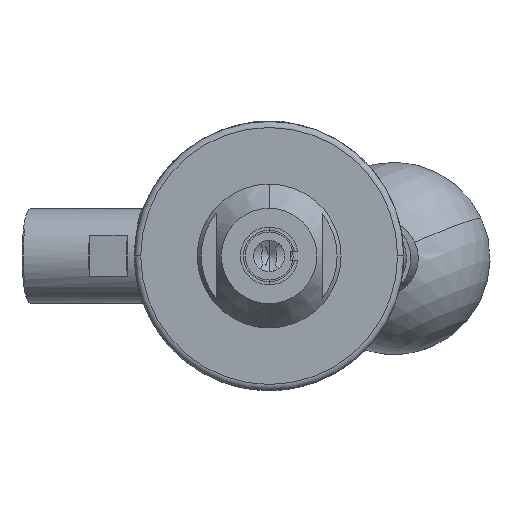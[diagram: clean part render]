
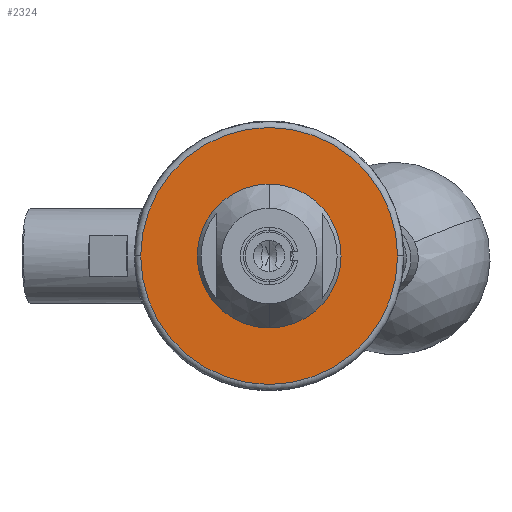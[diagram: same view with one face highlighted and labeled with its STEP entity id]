
A CAD part, left-side view. The second image highlights one B-rep face of the part: STEP entity #2324.
In plain terms, the highlighted planar face has unit normal (-1, 0, 0).
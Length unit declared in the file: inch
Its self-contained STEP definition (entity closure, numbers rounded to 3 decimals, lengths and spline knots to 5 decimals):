
#157 = AXIS2_PLACEMENT_3D ( 'NONE', #445, #9718, #8606 ) ;
#169 = CARTESIAN_POINT ( 'NONE',  ( -3.907, -0.835, 0. ) ) ;
#327 = CARTESIAN_POINT ( 'NONE',  ( -3.907, 0.835, 0. ) ) ;
#445 = CARTESIAN_POINT ( 'NONE',  ( -3.907, 0., 0. ) ) ;
#570 = ORIENTED_EDGE ( 'NONE', *, *, #939, .F. ) ;
#939 = EDGE_CURVE ( 'NONE', #2419, #12452, #5882, .T. ) ;
#1187 = CARTESIAN_POINT ( 'NONE',  ( -3.907, 0., 0. ) ) ;
#1485 = EDGE_CURVE ( 'NONE', #12452, #2419, #5714, .T. ) ;
#1692 = AXIS2_PLACEMENT_3D ( 'NONE', #12379, #7867, #10114 ) ;
#2324 = ADVANCED_FACE ( 'NONE', ( #13350, #8846 ), #11849, .F. ) ;
#2419 = VERTEX_POINT ( 'NONE', #12305 ) ;
#2958 = EDGE_CURVE ( 'NONE', #11930, #6051, #14857, .T. ) ;
#3209 = ORIENTED_EDGE ( 'NONE', *, *, #8619, .T. ) ;
#3685 = CARTESIAN_POINT ( 'NONE',  ( -3.907, -0.875, 0. ) ) ;
#4784 = AXIS2_PLACEMENT_3D ( 'NONE', #1187, #10338, #13723 ) ;
#5714 = CIRCLE ( 'NONE', #157, 0.1985 ) ;
#5862 = CARTESIAN_POINT ( 'NONE',  ( -3.907, 0., -0.1985 ) ) ;
#5882 = CIRCLE ( 'NONE', #14733, 0.1985 ) ;
#6051 = VERTEX_POINT ( 'NONE', #169 ) ;
#7867 = DIRECTION ( 'NONE',  ( -1., 0., 0. ) ) ;
#8210 = CARTESIAN_POINT ( 'NONE',  ( -3.907, 0., 0. ) ) ;
#8606 = DIRECTION ( 'NONE',  ( 0., 0., -1. ) ) ;
#8619 = EDGE_CURVE ( 'NONE', #6051, #11930, #11987, .T. ) ;
#8755 = EDGE_LOOP ( 'NONE', ( #10492, #570 ) ) ;
#8846 = FACE_OUTER_BOUND ( 'NONE', #11602, .T. ) ;
#9411 = DIRECTION ( 'NONE',  ( 0., -1., 0. ) ) ;
#9441 = ORIENTED_EDGE ( 'NONE', *, *, #2958, .T. ) ;
#9718 = DIRECTION ( 'NONE',  ( -1., 0., 0. ) ) ;
#10114 = DIRECTION ( 'NONE',  ( 0., -1., 0. ) ) ;
#10262 = DIRECTION ( 'NONE',  ( 1., 0., 0. ) ) ;
#10338 = DIRECTION ( 'NONE',  ( -1., 0., 0. ) ) ;
#10492 = ORIENTED_EDGE ( 'NONE', *, *, #1485, .F. ) ;
#11602 = EDGE_LOOP ( 'NONE', ( #3209, #9441 ) ) ;
#11849 = PLANE ( 'NONE',  #12308 ) ;
#11930 = VERTEX_POINT ( 'NONE', #327 ) ;
#11987 = CIRCLE ( 'NONE', #1692, 0.835 ) ;
#12305 = CARTESIAN_POINT ( 'NONE',  ( -3.907, 0., 0.1985 ) ) ;
#12308 = AXIS2_PLACEMENT_3D ( 'NONE', #3685, #10262, #9411 ) ;
#12379 = CARTESIAN_POINT ( 'NONE',  ( -3.907, 0., 0. ) ) ;
#12452 = VERTEX_POINT ( 'NONE', #5862 ) ;
#12804 = DIRECTION ( 'NONE',  ( -1., 0., 0. ) ) ;
#13350 = FACE_BOUND ( 'NONE', #8755, .T. ) ;
#13723 = DIRECTION ( 'NONE',  ( 0., -1., 0. ) ) ;
#13993 = DIRECTION ( 'NONE',  ( 0., 0., -1. ) ) ;
#14733 = AXIS2_PLACEMENT_3D ( 'NONE', #8210, #12804, #13993 ) ;
#14857 = CIRCLE ( 'NONE', #4784, 0.835 ) ;
